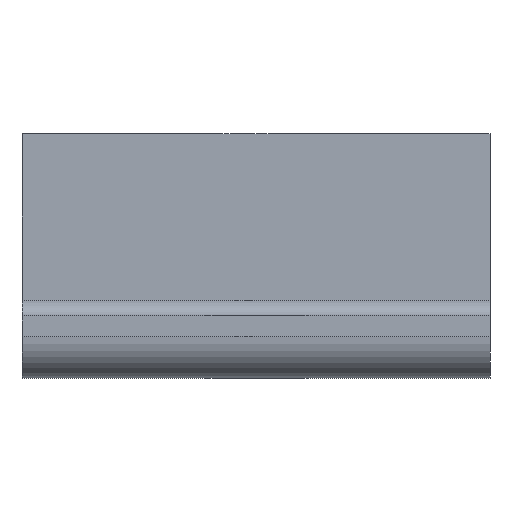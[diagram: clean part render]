
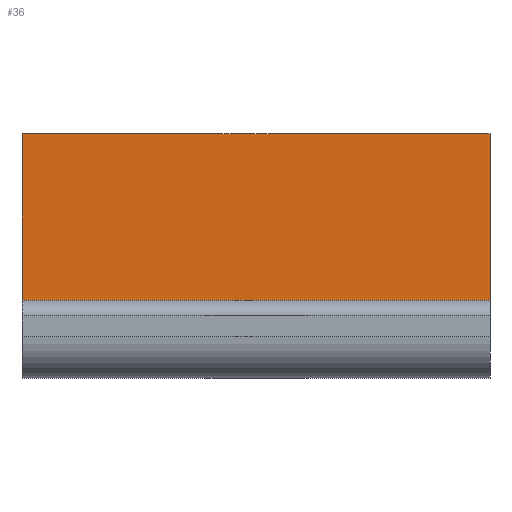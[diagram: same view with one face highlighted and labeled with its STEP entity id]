
A CAD part, front view. The second image highlights one B-rep face of the part: STEP entity #36.
In plain terms, the highlighted planar face has unit normal (0, -1, 0).
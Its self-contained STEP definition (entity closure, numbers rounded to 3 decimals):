
#36 = ADVANCED_FACE ( 'NONE', ( #250 ), #405, .F. ) ;
#70 = VERTEX_POINT ( 'NONE', #102 ) ;
#102 = CARTESIAN_POINT ( 'NONE',  ( -22.5, 22.5, 17.5 ) ) ;
#118 = CARTESIAN_POINT ( 'NONE',  ( 22.5, 22.5, 17.5 ) ) ;
#132 = VECTOR ( 'NONE', #331, 1000. ) ;
#155 = ORIENTED_EDGE ( 'NONE', *, *, #626, .T. ) ;
#184 = ORIENTED_EDGE ( 'NONE', *, *, #596, .T. ) ;
#237 = LINE ( 'NONE', #682, #132 ) ;
#250 = FACE_OUTER_BOUND ( 'NONE', #326, .T. ) ;
#253 = VECTOR ( 'NONE', #445, 1000. ) ;
#288 = LINE ( 'NONE', #636, #736 ) ;
#289 = CARTESIAN_POINT ( 'NONE',  ( -22.5, 22.5, 0. ) ) ;
#319 = VERTEX_POINT ( 'NONE', #605 ) ;
#326 = EDGE_LOOP ( 'NONE', ( #155, #330, #446, #184 ) ) ;
#330 = ORIENTED_EDGE ( 'NONE', *, *, #647, .T. ) ;
#331 = DIRECTION ( 'NONE',  ( 1., 0., 0. ) ) ;
#370 = VERTEX_POINT ( 'NONE', #118 ) ;
#401 = DIRECTION ( 'NONE',  ( -1., 0., 0. ) ) ;
#405 = PLANE ( 'NONE',  #471 ) ;
#445 = DIRECTION ( 'NONE',  ( 0., 0., -1. ) ) ;
#446 = ORIENTED_EDGE ( 'NONE', *, *, #669, .F. ) ;
#471 = AXIS2_PLACEMENT_3D ( 'NONE', #754, #756, #762 ) ;
#539 = VECTOR ( 'NONE', #763, 1000. ) ;
#552 = LINE ( 'NONE', #746, #253 ) ;
#585 = VERTEX_POINT ( 'NONE', #759 ) ;
#596 = EDGE_CURVE ( 'NONE', #370, #70, #288, .T. ) ;
#605 = CARTESIAN_POINT ( 'NONE',  ( -22.5, 22.5, 1.5 ) ) ;
#626 = EDGE_CURVE ( 'NONE', #70, #319, #705, .T. ) ;
#636 = CARTESIAN_POINT ( 'NONE',  ( 22.5, 22.5, 17.5 ) ) ;
#647 = EDGE_CURVE ( 'NONE', #319, #585, #237, .T. ) ;
#669 = EDGE_CURVE ( 'NONE', #370, #585, #552, .T. ) ;
#682 = CARTESIAN_POINT ( 'NONE',  ( 22.5, 22.5, 1.5 ) ) ;
#705 = LINE ( 'NONE', #289, #539 ) ;
#736 = VECTOR ( 'NONE', #401, 1000. ) ;
#746 = CARTESIAN_POINT ( 'NONE',  ( 22.5, 22.5, 0. ) ) ;
#754 = CARTESIAN_POINT ( 'NONE',  ( 22.5, 22.5, 0. ) ) ;
#756 = DIRECTION ( 'NONE',  ( 0., 1., 0. ) ) ;
#759 = CARTESIAN_POINT ( 'NONE',  ( 22.5, 22.5, 1.5 ) ) ;
#762 = DIRECTION ( 'NONE',  ( 0., 0., 1. ) ) ;
#763 = DIRECTION ( 'NONE',  ( 0., 0., -1. ) ) ;
